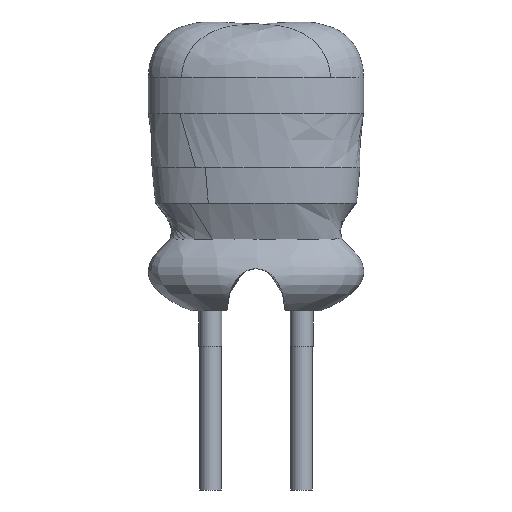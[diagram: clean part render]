
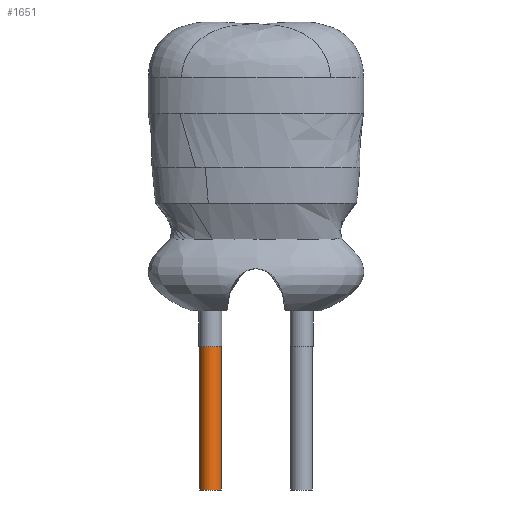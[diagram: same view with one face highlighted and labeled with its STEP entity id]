
A CAD part, front view. The second image highlights one B-rep face of the part: STEP entity #1651.
In plain terms, the highlighted cylindrical face has radius 0.3 mm (diameter 0.6 mm), a partial arc.
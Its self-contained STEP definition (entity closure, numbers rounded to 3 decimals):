
#1034 = VERTEX_POINT ( 'NONE', #12066 ) ;
#1113 = ORIENTED_EDGE ( 'NONE', *, *, #6451, .F. ) ;
#1651 = ADVANCED_FACE ( 'NONE', ( #8982 ), #7331, .T. ) ;
#2632 = CARTESIAN_POINT ( 'NONE',  ( -1.57, 0., -13. ) ) ;
#2908 = DIRECTION ( 'NONE',  ( 0., 0., -1. ) ) ;
#3127 = CIRCLE ( 'NONE', #21316, 0.3 ) ;
#3217 = VECTOR ( 'NONE', #12800, 1000. ) ;
#4396 = DIRECTION ( 'NONE',  ( 0., 0., 1. ) ) ;
#4469 = CIRCLE ( 'NONE', #11229, 0.3 ) ;
#5135 = CARTESIAN_POINT ( 'NONE',  ( -1.27, 0., -9. ) ) ;
#5254 = EDGE_LOOP ( 'NONE', ( #20907, #1113, #12469, #19723 ) ) ;
#6451 = EDGE_CURVE ( 'NONE', #1034, #11677, #4469, .T. ) ;
#6469 = AXIS2_PLACEMENT_3D ( 'NONE', #9201, #4396, #16017 ) ;
#6958 = CARTESIAN_POINT ( 'NONE',  ( -0.97, 0., -9. ) ) ;
#7331 = CYLINDRICAL_SURFACE ( 'NONE', #6469, 0.3 ) ;
#7774 = DIRECTION ( 'NONE',  ( 0., 0., 1. ) ) ;
#8480 = LINE ( 'NONE', #2632, #9174 ) ;
#8485 = DIRECTION ( 'NONE',  ( -1., 0., 0. ) ) ;
#8982 = FACE_OUTER_BOUND ( 'NONE', #5254, .T. ) ;
#9027 = EDGE_CURVE ( 'NONE', #18516, #17723, #3127, .T. ) ;
#9174 = VECTOR ( 'NONE', #7774, 1000. ) ;
#9201 = CARTESIAN_POINT ( 'NONE',  ( -1.27, 0., -13. ) ) ;
#9584 = CARTESIAN_POINT ( 'NONE',  ( -1.27, 0., -13. ) ) ;
#9756 = EDGE_CURVE ( 'NONE', #1034, #18516, #18184, .T. ) ;
#10369 = DIRECTION ( 'NONE',  ( 0., 0., -1. ) ) ;
#11229 = AXIS2_PLACEMENT_3D ( 'NONE', #9584, #2908, #16403 ) ;
#11677 = VERTEX_POINT ( 'NONE', #16823 ) ;
#12066 = CARTESIAN_POINT ( 'NONE',  ( -0.97, 0., -13. ) ) ;
#12198 = CARTESIAN_POINT ( 'NONE',  ( -1.57, 0., -9. ) ) ;
#12469 = ORIENTED_EDGE ( 'NONE', *, *, #9756, .T. ) ;
#12800 = DIRECTION ( 'NONE',  ( 0., 0., 1. ) ) ;
#14475 = CARTESIAN_POINT ( 'NONE',  ( -0.97, 0., -13. ) ) ;
#16017 = DIRECTION ( 'NONE',  ( 1., 0., 0. ) ) ;
#16403 = DIRECTION ( 'NONE',  ( -1., 0., 0. ) ) ;
#16823 = CARTESIAN_POINT ( 'NONE',  ( -1.57, 0., -13. ) ) ;
#17723 = VERTEX_POINT ( 'NONE', #12198 ) ;
#18184 = LINE ( 'NONE', #14475, #3217 ) ;
#18516 = VERTEX_POINT ( 'NONE', #6958 ) ;
#19723 = ORIENTED_EDGE ( 'NONE', *, *, #9027, .T. ) ;
#20508 = EDGE_CURVE ( 'NONE', #11677, #17723, #8480, .T. ) ;
#20907 = ORIENTED_EDGE ( 'NONE', *, *, #20508, .F. ) ;
#21316 = AXIS2_PLACEMENT_3D ( 'NONE', #5135, #10369, #8485 ) ;
